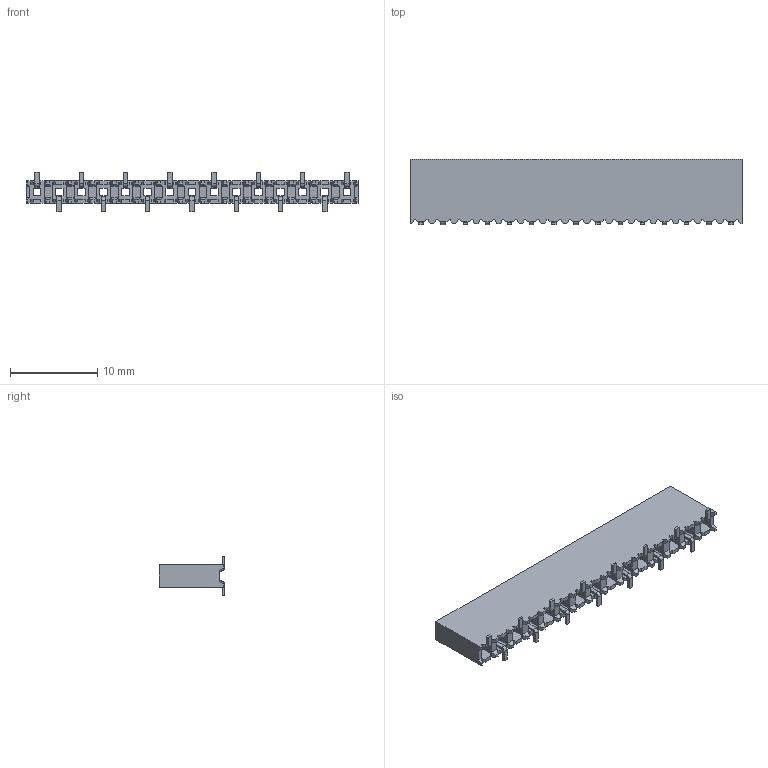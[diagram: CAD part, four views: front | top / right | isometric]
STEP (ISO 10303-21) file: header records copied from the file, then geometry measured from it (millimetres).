
FILE_DESCRIPTION(('STEP AP214'),'1');
FILE_NAME('ssm-115-s-sv.stp','2019-01-07T17:59:34',('TraceParts'),('TraceParts S.A.'),'Spatial InterOp 3D',' ',' ');
FILE_SCHEMA(('automotive_design'));
Length unit declared in the file: millimetre
Products named in the file (1): ssm-115-s-sv
Bounding box: 38.1 x 7.49 x 4.57 mm (x, y, z)
Volume: 413.8 mm3; surface area: 1610.6 mm2
Topology: 1 solids, 1 shells, 695 faces, 1977 edges, 1298 vertices
Faces by surface type: plane 665, cylinder 30
Entity records: 27727 total; most frequent: CARTESIAN_POINT 3971, ORIENTED_EDGE 3954, DIRECTION 3429, EDGE_CURVE 1977, LINE 1917, VECTOR 1917, VERTEX_POINT 1298, AXIS2_PLACEMENT_3D 756
